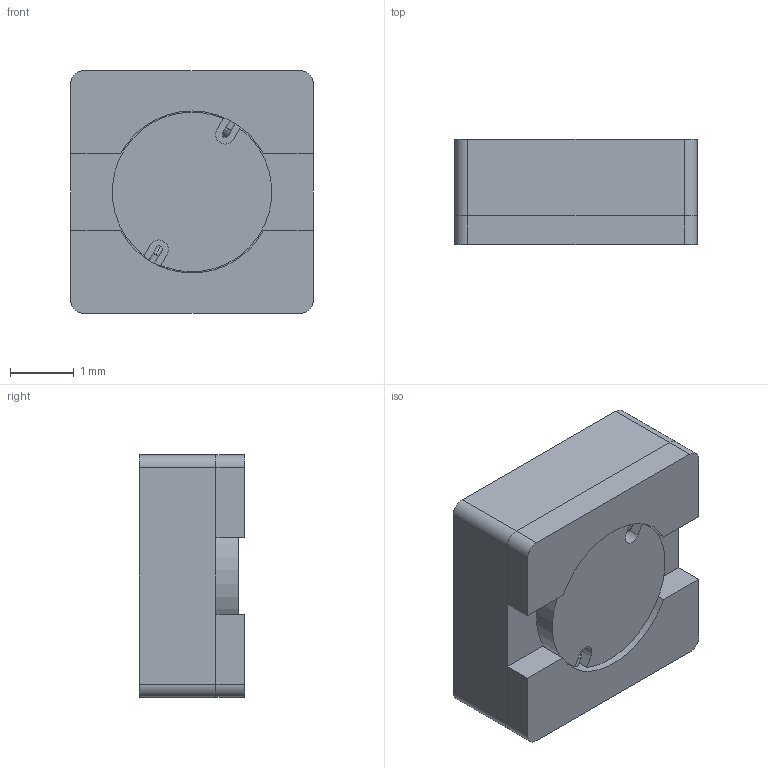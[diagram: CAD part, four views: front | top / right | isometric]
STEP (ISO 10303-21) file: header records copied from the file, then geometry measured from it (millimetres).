
FILE_DESCRIPTION (( 'STEP AP214' ), '1' );
FILE_NAME ('744031101.STEP', '2022-08-04T08:05:29', ( '' ), ( '' ), 'SwSTEP 2.0', 'SolidWorks 2018', '' );
FILE_SCHEMA (( 'AUTOMOTIVE_DESIGN' ));
Length unit declared in the file: millimetre
Products named in the file (1): 744031101
Bounding box: 3.8 x 1.65 x 3.8 mm (x, y, z)
Volume: 22.4 mm3; surface area: 84.8 mm2
Topology: 5 solids, 5 shells, 64 faces, 153 edges, 102 vertices
Faces by surface type: plane 31, cylinder 29, torus 4
Entity records: 2715 total; most frequent: CARTESIAN_POINT 380, DIRECTION 349, ORIENTED_EDGE 306, EDGE_CURVE 153, AXIS2_PLACEMENT_3D 133, VERTEX_POINT 102, LINE 83, VECTOR 83
